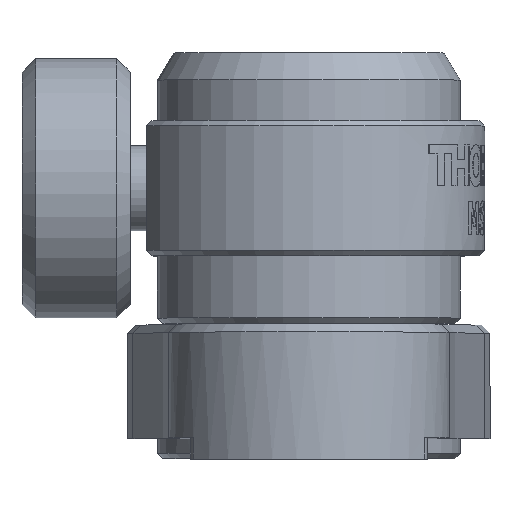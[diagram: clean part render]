
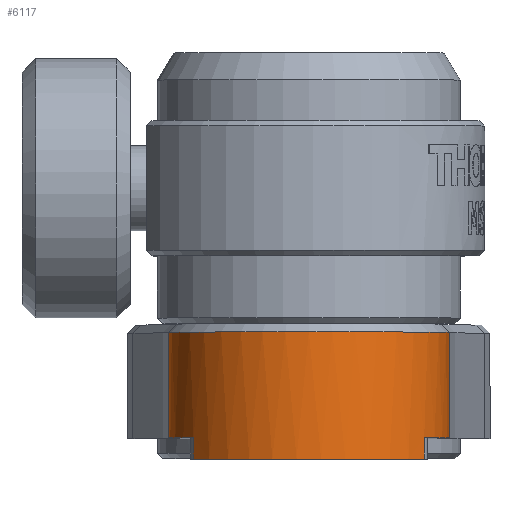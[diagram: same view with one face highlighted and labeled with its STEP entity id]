
A CAD part, top view. The second image highlights one B-rep face of the part: STEP entity #6117.
In plain terms, the highlighted cylindrical face has radius 6.604 mm (diameter 13.208 mm), a partial arc.
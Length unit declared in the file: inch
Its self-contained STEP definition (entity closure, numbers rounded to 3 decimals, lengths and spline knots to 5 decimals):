
#582=CYLINDRICAL_SURFACE('',#6530,0.26);
#656=FACE_OUTER_BOUND('',#1011,.T.);
#1011=EDGE_LOOP('',(#4085,#4086,#4087,#4088,#4089,#4090,#4091,#4092));
#1407=LINE('',#8550,#1819);
#1408=LINE('',#8554,#1820);
#1409=LINE('',#8558,#1821);
#1410=LINE('',#8562,#1822);
#1819=VECTOR('',#7157,39.37008);
#1820=VECTOR('',#7160,39.37008);
#1821=VECTOR('',#7163,39.37008);
#1822=VECTOR('',#7166,39.37008);
#2227=CIRCLE('',#6531,0.26);
#2228=CIRCLE('',#6532,0.26);
#2229=CIRCLE('',#6533,0.26);
#2230=CIRCLE('',#6534,0.26);
#2494=VERTEX_POINT('',#8548);
#2495=VERTEX_POINT('',#8549);
#2496=VERTEX_POINT('',#8551);
#2497=VERTEX_POINT('',#8553);
#2498=VERTEX_POINT('',#8555);
#2499=VERTEX_POINT('',#8557);
#2500=VERTEX_POINT('',#8559);
#2501=VERTEX_POINT('',#8561);
#3112=EDGE_CURVE('',#2494,#2495,#1407,.T.);
#3113=EDGE_CURVE('',#2494,#2496,#2227,.T.);
#3114=EDGE_CURVE('',#2496,#2497,#1408,.T.);
#3115=EDGE_CURVE('',#2498,#2497,#2228,.T.);
#3116=EDGE_CURVE('',#2498,#2499,#1409,.T.);
#3117=EDGE_CURVE('',#2499,#2500,#2229,.T.);
#3118=EDGE_CURVE('',#2501,#2500,#1410,.T.);
#3119=EDGE_CURVE('',#2495,#2501,#2230,.T.);
#4085=ORIENTED_EDGE('',*,*,#3112,.F.);
#4086=ORIENTED_EDGE('',*,*,#3113,.T.);
#4087=ORIENTED_EDGE('',*,*,#3114,.T.);
#4088=ORIENTED_EDGE('',*,*,#3115,.F.);
#4089=ORIENTED_EDGE('',*,*,#3116,.T.);
#4090=ORIENTED_EDGE('',*,*,#3117,.T.);
#4091=ORIENTED_EDGE('',*,*,#3118,.F.);
#4092=ORIENTED_EDGE('',*,*,#3119,.F.);
#6117=ADVANCED_FACE('',(#656),#582,.T.);
#6530=AXIS2_PLACEMENT_3D('',#8547,#7155,#7156);
#6531=AXIS2_PLACEMENT_3D('',#8552,#7158,#7159);
#6532=AXIS2_PLACEMENT_3D('',#8556,#7161,#7162);
#6533=AXIS2_PLACEMENT_3D('',#8560,#7164,#7165);
#6534=AXIS2_PLACEMENT_3D('',#8563,#7167,#7168);
#7155=DIRECTION('center_axis',(0.,-1.,0.));
#7156=DIRECTION('ref_axis',(0.,0.,1.));
#7157=DIRECTION('',(0.,-1.,0.));
#7158=DIRECTION('center_axis',(0.,-1.,0.));
#7159=DIRECTION('ref_axis',(0.,0.,1.));
#7160=DIRECTION('',(0.,-1.,0.));
#7161=DIRECTION('center_axis',(0.,-1.,0.));
#7162=DIRECTION('ref_axis',(0.,0.,-1.));
#7163=DIRECTION('',(0.,-1.,0.));
#7164=DIRECTION('center_axis',(0.,1.,0.));
#7165=DIRECTION('ref_axis',(0.,0.,1.));
#7166=DIRECTION('',(0.,-1.,0.));
#7167=DIRECTION('center_axis',(0.,-1.,0.));
#7168=DIRECTION('ref_axis',(0.,0.,-1.));
#8547=CARTESIAN_POINT('Origin',(0.,0.247,1.12));
#8548=CARTESIAN_POINT('',(0.25843,0.232,1.09146));
#8549=CARTESIAN_POINT('',(0.25843,0.037,1.09146));
#8550=CARTESIAN_POINT('',(0.25843,0.247,1.09146));
#8551=CARTESIAN_POINT('',(-0.25843,0.232,1.09146));
#8552=CARTESIAN_POINT('Origin',(0.,0.232,1.12));
#8553=CARTESIAN_POINT('',(-0.25843,0.037,1.09146));
#8554=CARTESIAN_POINT('',(-0.25843,0.247,1.09146));
#8555=CARTESIAN_POINT('',(-0.21326,0.037,1.26873));
#8556=CARTESIAN_POINT('Origin',(0.,0.037,1.12));
#8557=CARTESIAN_POINT('',(-0.21326,-0.003,1.26873));
#8558=CARTESIAN_POINT('',(-0.21326,0.037,1.26873));
#8559=CARTESIAN_POINT('',(0.21326,-0.003,1.26873));
#8560=CARTESIAN_POINT('Origin',(0.,-0.003,
1.12));
#8561=CARTESIAN_POINT('',(0.21326,0.037,1.26873));
#8562=CARTESIAN_POINT('',(0.21326,0.037,1.26873));
#8563=CARTESIAN_POINT('Origin',(0.,0.037,1.12));
